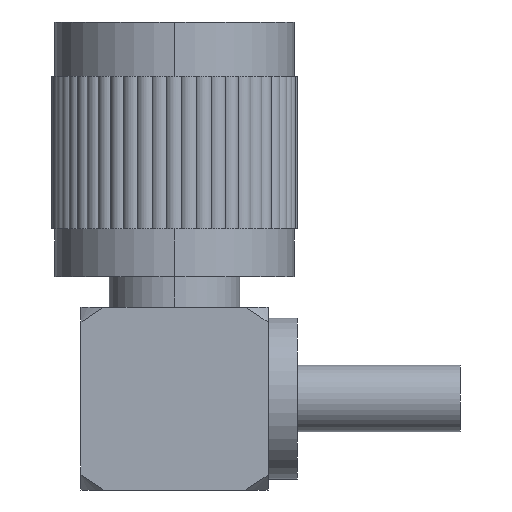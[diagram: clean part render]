
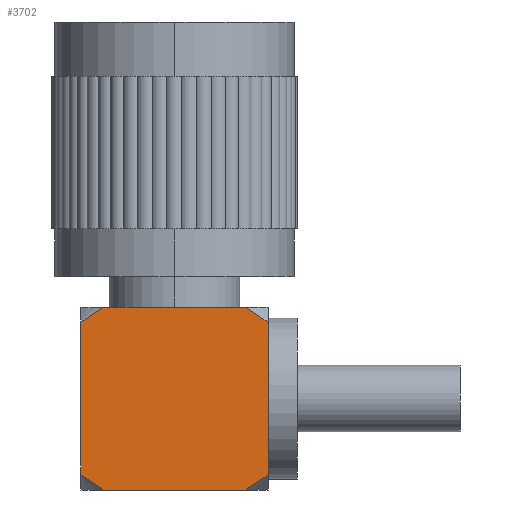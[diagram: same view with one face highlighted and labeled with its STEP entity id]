
A CAD part, left-side view. The second image highlights one B-rep face of the part: STEP entity #3702.
In plain terms, the highlighted face is planar.
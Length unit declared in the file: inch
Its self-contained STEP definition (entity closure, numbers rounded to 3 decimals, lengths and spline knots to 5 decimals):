
#415 = CARTESIAN_POINT ( 'NONE',  ( 0.215, -0.1622, -0.49 ) ) ;
#421 = CARTESIAN_POINT ( 'NONE',  ( 0.215, -0.1622, -0.49 ) ) ;
#422 = CARTESIAN_POINT ( 'NONE',  ( 0.215, -0.18028, -0.47924 ) ) ;
#423 = CARTESIAN_POINT ( 'NONE',  ( 0.215, -0.1978, -0.46769 ) ) ;
#425 = CARTESIAN_POINT ( 'NONE',  ( 0.215, -0.215, -0.45567 ) ) ;
#427 = B_SPLINE_CURVE_WITH_KNOTS ( 'NONE', 3,
 ( #425, #423, #422, #421 ),
 .UNSPECIFIED., .F., .F.,
 ( 4, 4 ),
 ( 0.00858, 0.01018 ),
 .UNSPECIFIED. ) ;
#458 = CARTESIAN_POINT ( 'NONE',  ( 0.215, -0.215, -0.45567 ) ) ;
#474 = DIRECTION ( 'NONE',  ( 0., -1., 0. ) ) ;
#475 = VECTOR ( 'NONE', #474, 39.37008 ) ;
#476 = CARTESIAN_POINT ( 'NONE',  ( 0.215, 0.215, -0.49 ) ) ;
#489 = LINE ( 'NONE', #476, #475 ) ;
#602 = CARTESIAN_POINT ( 'NONE',  ( 0.215, 0.1622, -0.07 ) ) ;
#3133 = VERTEX_POINT ( 'NONE', #7346 ) ;
#3547 = EDGE_CURVE ( 'NONE', #4207, #3607, #6933, .T. ) ;
#3607 = VERTEX_POINT ( 'NONE', #7234 ) ;
#3654 = EDGE_CURVE ( 'NONE', #7667, #3655, #7299, .T. ) ;
#3655 = VERTEX_POINT ( 'NONE', #7300 ) ;
#3666 = EDGE_CURVE ( 'NONE', #3607, #3677, #7332, .T. ) ;
#3670 = EDGE_CURVE ( 'NONE', #3677, #7667, #7383, .T. ) ;
#3672 = ORIENTED_EDGE ( 'NONE', *, *, #7084, .T. ) ;
#3675 = EDGE_CURVE ( 'NONE', #3655, #3133, #7374, .T. ) ;
#3677 = VERTEX_POINT ( 'NONE', #7391 ) ;
#3685 = ORIENTED_EDGE ( 'NONE', *, *, #3666, .T. ) ;
#3686 = ORIENTED_EDGE ( 'NONE', *, *, #7175, .F. ) ;
#3687 = ORIENTED_EDGE ( 'NONE', *, *, #3704, .F. ) ;
#3691 = EDGE_LOOP ( 'NONE', ( #3685, #7661, #7147, #3710, #3687, #3672, #3686, #3708 ) ) ;
#3702 = ADVANCED_FACE ( 'NONE', ( #7402 ), #7395, .F. ) ;
#3704 = EDGE_CURVE ( 'NONE', #7112, #3133, #7409, .T. ) ;
#3708 = ORIENTED_EDGE ( 'NONE', *, *, #3547, .T. ) ;
#3710 = ORIENTED_EDGE ( 'NONE', *, *, #3675, .T. ) ;
#4207 = VERTEX_POINT ( 'NONE', #5090 ) ;
#5090 = CARTESIAN_POINT ( 'NONE',  ( 0.215, 0.1622, -0.49 ) ) ;
#6867 = CARTESIAN_POINT ( 'NONE',  ( 0.215, 0.19778, -0.46771 ) ) ;
#6894 = CARTESIAN_POINT ( 'NONE',  ( 0.215, 0.1622, -0.49 ) ) ;
#6913 = CARTESIAN_POINT ( 'NONE',  ( 0.215, 0.215, -0.45567 ) ) ;
#6926 = CARTESIAN_POINT ( 'NONE',  ( 0.215, 0.18025, -0.47926 ) ) ;
#6933 = B_SPLINE_CURVE_WITH_KNOTS ( 'NONE', 3,
 ( #6894, #6926, #6867, #6913 ),
 .UNSPECIFIED., .F., .F.,
 ( 4, 4 ),
 ( 0.01897, 0.02059 ),
 .UNSPECIFIED. ) ;
#7039 = VERTEX_POINT ( 'NONE', #415 ) ;
#7084 = EDGE_CURVE ( 'NONE', #7112, #7039, #427, .T. ) ;
#7112 = VERTEX_POINT ( 'NONE', #458 ) ;
#7147 = ORIENTED_EDGE ( 'NONE', *, *, #3654, .T. ) ;
#7175 = EDGE_CURVE ( 'NONE', #4207, #7039, #489, .T. ) ;
#7234 = CARTESIAN_POINT ( 'NONE',  ( 0.215, 0.215, -0.45567 ) ) ;
#7297 = VECTOR ( 'NONE', #7341, 39.37008 ) ;
#7298 = CARTESIAN_POINT ( 'NONE',  ( 0.215, 0.215, -0.07 ) ) ;
#7299 = LINE ( 'NONE', #7298, #7297 ) ;
#7300 = CARTESIAN_POINT ( 'NONE',  ( 0.215, -0.1622, -0.07 ) ) ;
#7329 = DIRECTION ( 'NONE',  ( 0., 0., 1. ) ) ;
#7330 = VECTOR ( 'NONE', #7329, 39.37008 ) ;
#7331 = CARTESIAN_POINT ( 'NONE',  ( 0.215, 0.215, -0.49 ) ) ;
#7332 = LINE ( 'NONE', #7331, #7330 ) ;
#7341 = DIRECTION ( 'NONE',  ( 0., -1., 0. ) ) ;
#7346 = CARTESIAN_POINT ( 'NONE',  ( 0.215, -0.215, -0.10433 ) ) ;
#7362 = CARTESIAN_POINT ( 'NONE',  ( 0.215, -0.1622, -0.07 ) ) ;
#7367 = DIRECTION ( 'NONE',  ( 0., 0., 1. ) ) ;
#7368 = DIRECTION ( 'NONE',  ( -1., 0., 0. ) ) ;
#7369 = AXIS2_PLACEMENT_3D ( 'NONE', #7393, #7368, #7367 ) ;
#7370 = CARTESIAN_POINT ( 'NONE',  ( 0.215, -0.215, -0.10433 ) ) ;
#7371 = CARTESIAN_POINT ( 'NONE',  ( 0.215, -0.19778, -0.09229 ) ) ;
#7373 = CARTESIAN_POINT ( 'NONE',  ( 0.215, -0.18025, -0.08074 ) ) ;
#7374 = B_SPLINE_CURVE_WITH_KNOTS ( 'NONE', 3,
 ( #7362, #7373, #7371, #7370 ),
 .UNSPECIFIED., .F., .F.,
 ( 4, 4 ),
 ( 0.01897, 0.02059 ),
 .UNSPECIFIED. ) ;
#7376 = CARTESIAN_POINT ( 'NONE',  ( 0.215, 0.215, -0.10433 ) ) ;
#7377 = CARTESIAN_POINT ( 'NONE',  ( 0.215, 0.1622, -0.07 ) ) ;
#7378 = CARTESIAN_POINT ( 'NONE',  ( 0.215, 0.18028, -0.08076 ) ) ;
#7379 = CARTESIAN_POINT ( 'NONE',  ( 0.215, 0.1978, -0.09231 ) ) ;
#7383 = B_SPLINE_CURVE_WITH_KNOTS ( 'NONE', 3,
 ( #7376, #7379, #7378, #7377 ),
 .UNSPECIFIED., .F., .F.,
 ( 4, 4 ),
 ( 0.00858, 0.01018 ),
 .UNSPECIFIED. ) ;
#7384 = DIRECTION ( 'NONE',  ( 0., 0., 1. ) ) ;
#7385 = VECTOR ( 'NONE', #7384, 39.37008 ) ;
#7386 = CARTESIAN_POINT ( 'NONE',  ( 0.215, -0.215, -0.49 ) ) ;
#7391 = CARTESIAN_POINT ( 'NONE',  ( 0.215, 0.215, -0.10433 ) ) ;
#7393 = CARTESIAN_POINT ( 'NONE',  ( 0.215, 0.215, -0.49 ) ) ;
#7395 = PLANE ( 'NONE',  #7369 ) ;
#7402 = FACE_OUTER_BOUND ( 'NONE', #3691, .T. ) ;
#7409 = LINE ( 'NONE', #7386, #7385 ) ;
#7661 = ORIENTED_EDGE ( 'NONE', *, *, #3670, .T. ) ;
#7667 = VERTEX_POINT ( 'NONE', #602 ) ;
